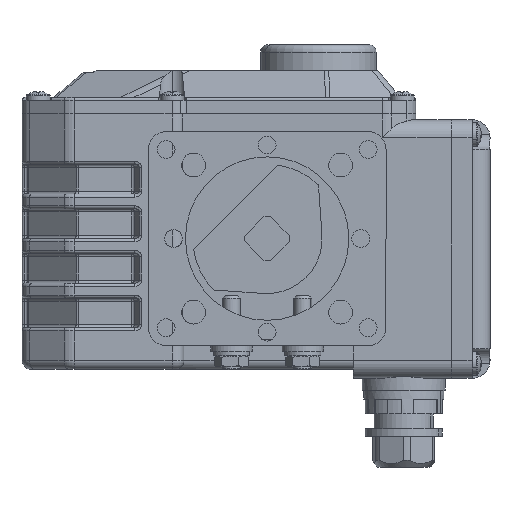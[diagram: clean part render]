
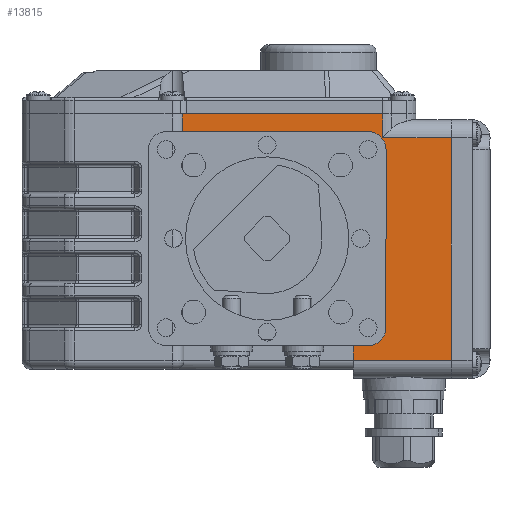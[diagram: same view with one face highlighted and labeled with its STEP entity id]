
A CAD part, front view. The second image highlights one B-rep face of the part: STEP entity #13815.
In plain terms, the highlighted planar face has unit normal (0, -1, 0).
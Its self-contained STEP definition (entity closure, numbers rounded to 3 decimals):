
#12984 = EDGE_CURVE ( 'NONE', #13102, #13013, #44945, .T. ) ;
#12997 = VERTEX_POINT ( 'NONE', #44917 ) ;
#13001 = EDGE_CURVE ( 'NONE', #12997, #13102, #44911, .T. ) ;
#13013 = VERTEX_POINT ( 'NONE', #45005 ) ;
#13015 = EDGE_CURVE ( 'NONE', #13013, #13028, #45000, .T. ) ;
#13028 = VERTEX_POINT ( 'NONE', #45085 ) ;
#13032 = EDGE_CURVE ( 'NONE', #13028, #13034, #45083, .T. ) ;
#13034 = VERTEX_POINT ( 'NONE', #45075 ) ;
#13092 = VERTEX_POINT ( 'NONE', #45172 ) ;
#13095 = EDGE_CURVE ( 'NONE', #13092, #12997, #45166, .T. ) ;
#13102 = VERTEX_POINT ( 'NONE', #45154 ) ;
#13425 = VERTEX_POINT ( 'NONE', #45910 ) ;
#13510 = EDGE_CURVE ( 'NONE', #13092, #13425, #46113, .T. ) ;
#13806 = VERTEX_POINT ( 'NONE', #46820 ) ;
#13815 = ADVANCED_FACE ( 'NONE', ( #46808 ), #46806, .T. ) ;
#13819 = EDGE_LOOP ( 'NONE', ( #13820, #13821, #13822, #13823, #13924, #13925, #13926, #13931, #13934, #13938, #13905, #13908 ) ) ;
#13820 = ORIENTED_EDGE ( 'NONE', *, *, #13032, .F. ) ;
#13821 = ORIENTED_EDGE ( 'NONE', *, *, #13015, .F. ) ;
#13822 = ORIENTED_EDGE ( 'NONE', *, *, #12984, .F. ) ;
#13823 = ORIENTED_EDGE ( 'NONE', *, *, #13001, .F. ) ;
#13838 = EDGE_CURVE ( 'NONE', #13034, #13841, #46777, .T. ) ;
#13841 = VERTEX_POINT ( 'NONE', #46890 ) ;
#13905 = ORIENTED_EDGE ( 'NONE', *, *, #13907, .F. ) ;
#13907 = EDGE_CURVE ( 'NONE', #13841, #13806, #46965, .T. ) ;
#13908 = ORIENTED_EDGE ( 'NONE', *, *, #13838, .F. ) ;
#13924 = ORIENTED_EDGE ( 'NONE', *, *, #13095, .F. ) ;
#13925 = ORIENTED_EDGE ( 'NONE', *, *, #13510, .T. ) ;
#13926 = ORIENTED_EDGE ( 'NONE', *, *, #13927, .T. ) ;
#13927 = EDGE_CURVE ( 'NONE', #13425, #13929, #47022, .T. ) ;
#13929 = VERTEX_POINT ( 'NONE', #47017 ) ;
#13931 = ORIENTED_EDGE ( 'NONE', *, *, #13932, .F. ) ;
#13932 = EDGE_CURVE ( 'NONE', #13933, #13929, #47128, .T. ) ;
#13933 = VERTEX_POINT ( 'NONE', #47122 ) ;
#13934 = ORIENTED_EDGE ( 'NONE', *, *, #13935, .F. ) ;
#13935 = EDGE_CURVE ( 'NONE', #13937, #13933, #47120, .T. ) ;
#13937 = VERTEX_POINT ( 'NONE', #47113 ) ;
#13938 = ORIENTED_EDGE ( 'NONE', *, *, #13939, .T. ) ;
#13939 = EDGE_CURVE ( 'NONE', #13937, #13806, #47108, .T. ) ;
#44906 = DIRECTION ( 'NONE',  ( 0., 0., -1. ) ) ;
#44907 = DIRECTION ( 'NONE',  ( 0., -1., 0. ) ) ;
#44908 = CARTESIAN_POINT ( 'NONE',  ( 50.46, -34.396, -25.5 ) ) ;
#44910 = AXIS2_PLACEMENT_3D ( 'NONE', #44908, #44907, #44906 ) ;
#44911 = CIRCLE ( 'NONE', #44910, 6. ) ;
#44917 = CARTESIAN_POINT ( 'NONE',  ( 50.46, -34.396, -31.5 ) ) ;
#44941 = DIRECTION ( 'NONE',  ( 0., 0., 1. ) ) ;
#44943 = VECTOR ( 'NONE', #44941, 1000. ) ;
#44944 = CARTESIAN_POINT ( 'NONE',  ( 56.46, -34.396, -25.5 ) ) ;
#44945 = LINE ( 'NONE', #44944, #44943 ) ;
#44993 = DIRECTION ( 'NONE',  ( 0., 0., -1. ) ) ;
#44995 = DIRECTION ( 'NONE',  ( 0., -1., 0. ) ) ;
#44997 = CARTESIAN_POINT ( 'NONE',  ( 50.46, -34.396, 34.5 ) ) ;
#44998 = AXIS2_PLACEMENT_3D ( 'NONE', #44997, #44995, #44993 ) ;
#45000 = CIRCLE ( 'NONE', #44998, 6. ) ;
#45005 = CARTESIAN_POINT ( 'NONE',  ( 56.46, -34.396, 34.5 ) ) ;
#45075 = CARTESIAN_POINT ( 'NONE',  ( -12.076, -34.396, 40.5 ) ) ;
#45077 = DIRECTION ( 'NONE',  ( -1., 0., 0. ) ) ;
#45079 = VECTOR ( 'NONE', #45077, 1000. ) ;
#45081 = CARTESIAN_POINT ( 'NONE',  ( -17.54, -34.396, 40.5 ) ) ;
#45083 = LINE ( 'NONE', #45081, #45079 ) ;
#45085 = CARTESIAN_POINT ( 'NONE',  ( 50.46, -34.396, 40.5 ) ) ;
#45154 = CARTESIAN_POINT ( 'NONE',  ( 56.46, -34.396, -25.5 ) ) ;
#45163 = DIRECTION ( 'NONE',  ( 1., 0., 0. ) ) ;
#45164 = VECTOR ( 'NONE', #45163, 1000. ) ;
#45165 = CARTESIAN_POINT ( 'NONE',  ( -17.54, -34.396, -31.5 ) ) ;
#45166 = LINE ( 'NONE', #45165, #45164 ) ;
#45172 = CARTESIAN_POINT ( 'NONE',  ( 45.46, -34.396, -31.5 ) ) ;
#45910 = CARTESIAN_POINT ( 'NONE',  ( 45.46, -34.396, -36.5 ) ) ;
#46107 = DIRECTION ( 'NONE',  ( 0., 0., -1. ) ) ;
#46108 = VECTOR ( 'NONE', #46107, 1000. ) ;
#46110 = CARTESIAN_POINT ( 'NONE',  ( 45.46, -34.396, 38.5 ) ) ;
#46113 = LINE ( 'NONE', #46110, #46108 ) ;
#46777 = LINE ( 'NONE', #46896, #46894 ) ;
#46798 = DIRECTION ( 'NONE',  ( 0., 0., -1. ) ) ;
#46800 = DIRECTION ( 'NONE',  ( 0., -1., 0. ) ) ;
#46801 = CARTESIAN_POINT ( 'NONE',  ( 45.46, -34.396, 38.5 ) ) ;
#46805 = AXIS2_PLACEMENT_3D ( 'NONE', #46801, #46800, #46798 ) ;
#46806 = PLANE ( 'NONE',  #46805 ) ;
#46808 = FACE_OUTER_BOUND ( 'NONE', #13819, .T. ) ;
#46820 = CARTESIAN_POINT ( 'NONE',  ( 55.326, -34.396, 46.5 ) ) ;
#46890 = CARTESIAN_POINT ( 'NONE',  ( -12.076, -34.396, 46.5 ) ) ;
#46892 = DIRECTION ( 'NONE',  ( 0., 0., 1. ) ) ;
#46894 = VECTOR ( 'NONE', #46892, 1000. ) ;
#46896 = CARTESIAN_POINT ( 'NONE',  ( -12.076, -34.396, -39.5 ) ) ;
#46962 = DIRECTION ( 'NONE',  ( 1., 0., 0. ) ) ;
#46963 = VECTOR ( 'NONE', #46962, 1000. ) ;
#46964 = CARTESIAN_POINT ( 'NONE',  ( 55.326, -34.396, 46.5 ) ) ;
#46965 = LINE ( 'NONE', #46964, #46963 ) ;
#47017 = CARTESIAN_POINT ( 'NONE',  ( 78.46, -34.396, -36.5 ) ) ;
#47019 = DIRECTION ( 'NONE',  ( 1., 0., 0. ) ) ;
#47020 = VECTOR ( 'NONE', #47019, 1000. ) ;
#47021 = CARTESIAN_POINT ( 'NONE',  ( 45.46, -34.396, -36.5 ) ) ;
#47022 = LINE ( 'NONE', #47021, #47020 ) ;
#47105 = DIRECTION ( 'NONE',  ( 0., 0., 1. ) ) ;
#47106 = VECTOR ( 'NONE', #47105, 1000. ) ;
#47107 = CARTESIAN_POINT ( 'NONE',  ( 55.326, -34.396, -39.5 ) ) ;
#47108 = LINE ( 'NONE', #47107, #47106 ) ;
#47113 = CARTESIAN_POINT ( 'NONE',  ( 55.326, -34.396, 38.5 ) ) ;
#47115 = DIRECTION ( 'NONE',  ( 1., 0., 0. ) ) ;
#47117 = VECTOR ( 'NONE', #47115, 1000. ) ;
#47119 = CARTESIAN_POINT ( 'NONE',  ( 45.46, -34.396, 38.5 ) ) ;
#47120 = LINE ( 'NONE', #47119, #47117 ) ;
#47122 = CARTESIAN_POINT ( 'NONE',  ( 78.46, -34.396, 38.5 ) ) ;
#47124 = DIRECTION ( 'NONE',  ( 0., 0., -1. ) ) ;
#47126 = VECTOR ( 'NONE', #47124, 1000. ) ;
#47127 = CARTESIAN_POINT ( 'NONE',  ( 78.46, -34.396, 38.5 ) ) ;
#47128 = LINE ( 'NONE', #47127, #47126 ) ;
